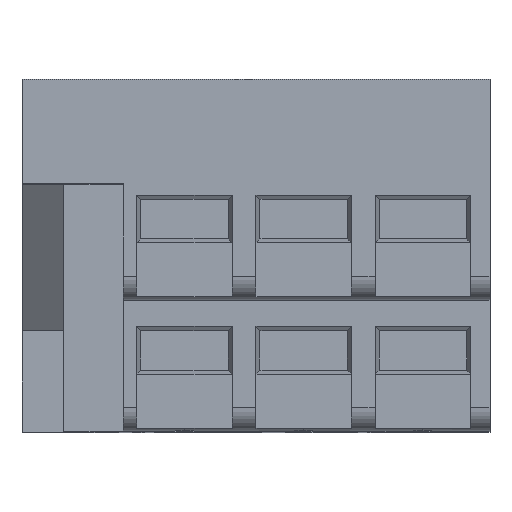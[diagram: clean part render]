
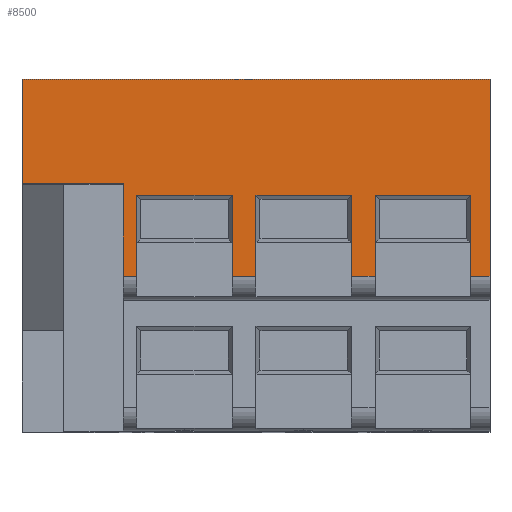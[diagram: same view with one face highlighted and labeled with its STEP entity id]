
A CAD part, top view. The second image highlights one B-rep face of the part: STEP entity #8500.
In plain terms, the highlighted planar face has unit normal (0, 0, 1).
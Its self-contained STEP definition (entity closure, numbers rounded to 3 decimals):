
#7336=CARTESIAN_POINT('POINT446',(-19.939,-8.89,39.878));
#7337=VERTEX_POINT('VERTEX446',#7336);
#7344=CARTESIAN_POINT('POINT447',(-19.939,0.,
   39.878));
#7345=VERTEX_POINT('VERTEX447',#7344);
#7346=CARTESIAN_POINT('POS857',(-19.939,0.,
   39.878));
#7347=DIRECTION('DIR1170',(0.,-1.,0.));
#7348=VECTOR('VEC544',#7347,25.4);
#7349=LINE('STRAIGHT544',#7346,#7348);
#7350=EDGE_CURVE('EDGE673',#7345,#7337,#7349,.T.);
#7386=CARTESIAN_POINT('POINT452',(18.288,-9.855,39.878))
   ;
#7387=VERTEX_POINT('VERTEX452',#7386);
#7394=CARTESIAN_POINT('POINT453',(10.16,-9.855,39.878));
#7395=VERTEX_POINT('VERTEX453',#7394);
#7396=CARTESIAN_POINT('POS862',(-2.858,-9.855,39.878));
#7397=DIRECTION('DIR1175',(1.,0.,
   0.));
#7398=VECTOR('VEC549',#7397,25.4);
#7399=LINE('STRAIGHT549',#7396,#7398);
#7400=EDGE_CURVE('EDGE680',#7395,#7387,#7399,.T.);
#7417=CARTESIAN_POINT('POINT454',(8.128,-9.855,39.878));
#7418=VERTEX_POINT('VERTEX454',#7417);
#7425=CARTESIAN_POINT('POINT455',(0.,-9.855,
   39.878));
#7426=VERTEX_POINT('VERTEX455',#7425);
#7427=CARTESIAN_POINT('POS866',(-7.938,-9.855,39.878));
#7428=DIRECTION('DIR1180',(1.,0.,
   0.));
#7429=VECTOR('VEC552',#7428,25.4);
#7430=LINE('STRAIGHT552',#7427,#7429);
#7431=EDGE_CURVE('EDGE683',#7426,#7418,#7430,.T.);
#7448=CARTESIAN_POINT('POINT456',(-2.032,-9.855,39.878))
   ;
#7449=VERTEX_POINT('VERTEX456',#7448);
#7456=CARTESIAN_POINT('POINT457',(-10.16,-9.855,39.878))
   ;
#7457=VERTEX_POINT('VERTEX457',#7456);
#7458=CARTESIAN_POINT('POS870',(-13.018,-9.855,39.878))
   ;
#7459=DIRECTION('DIR1185',(1.,0.,
   0.));
#7460=VECTOR('VEC555',#7459,25.4);
#7461=LINE('STRAIGHT555',#7458,#7460);
#7462=EDGE_CURVE('EDGE686',#7457,#7449,#7461,.T.);
#7502=CARTESIAN_POINT('POINT460',(-2.032,-16.764,
   39.878));
#7503=VERTEX_POINT('VERTEX460',#7502);
#7511=CARTESIAN_POINT('POS876',(-2.032,-15.545,39.878));
#7512=DIRECTION('DIR1194',(0.,-1.,
   0.));
#7513=VECTOR('VEC558',#7512,25.4);
#7514=LINE('STRAIGHT558',#7511,#7513);
#7515=EDGE_CURVE('EDGE692',#7449,#7503,#7514,.T.);
#7530=CARTESIAN_POINT('POINT462',(0.,
   -16.764,39.878));
#7531=VERTEX_POINT('VERTEX462',#7530);
#7543=CARTESIAN_POINT('POS879',(0.,-15.545,
   39.878));
#7544=DIRECTION('DIR1199',(0.,1.,
   0.));
#7545=VECTOR('VEC559',#7544,25.4);
#7546=LINE('STRAIGHT559',#7543,#7545);
#7547=EDGE_CURVE('EDGE695',#7531,#7426,#7546,.T.);
#7577=CARTESIAN_POINT('POINT464',(8.128,-16.764,
   39.878));
#7578=VERTEX_POINT('VERTEX464',#7577);
#7586=CARTESIAN_POINT('POS884',(8.128,-15.545,39.878));
#7587=DIRECTION('DIR1207',(0.,-1.,
   0.));
#7588=VECTOR('VEC561',#7587,25.4);
#7589=LINE('STRAIGHT561',#7586,#7588);
#7590=EDGE_CURVE('EDGE699',#7418,#7578,#7589,.T.);
#7605=CARTESIAN_POINT('POINT466',(10.16,-16.764,
   39.878));
#7606=VERTEX_POINT('VERTEX466',#7605);
#7618=CARTESIAN_POINT('POS887',(10.16,-15.545,39.878));
#7619=DIRECTION('DIR1212',(0.,1.,0.));
#7620=VECTOR('VEC562',#7619,25.4);
#7621=LINE('STRAIGHT562',#7618,#7620);
#7622=EDGE_CURVE('EDGE702',#7606,#7395,#7621,.T.);
#7652=CARTESIAN_POINT('POINT468',(18.288,-16.764,
   39.878));
#7653=VERTEX_POINT('VERTEX468',#7652);
#7661=CARTESIAN_POINT('POS892',(18.288,-15.545,39.878));
#7662=DIRECTION('DIR1220',(0.,-1.,0.));
#7663=VECTOR('VEC564',#7662,25.4);
#7664=LINE('STRAIGHT564',#7661,#7663);
#7665=EDGE_CURVE('EDGE706',#7387,#7653,#7664,.T.);
#7678=CARTESIAN_POINT('POINT469',(-10.16,-16.764,
   39.878));
#7679=VERTEX_POINT('VERTEX469',#7678);
#7690=CARTESIAN_POINT('POS895',(-10.16,-15.545,39.878));
#7691=DIRECTION('DIR1225',(0.,1.,
   0.));
#7692=VECTOR('VEC565',#7691,25.4);
#7693=LINE('STRAIGHT565',#7690,#7692);
#7694=EDGE_CURVE('EDGE708',#7679,#7457,#7693,.T.);
#7712=CARTESIAN_POINT('POINT471',(19.939,0.,
   39.878));
#7713=VERTEX_POINT('VERTEX471',#7712);
#7714=CARTESIAN_POINT('POS897',(-19.939,0.,
   39.878));
#7715=DIRECTION('DIR1228',(1.,0.,
   0.));
#7716=VECTOR('VEC566',#7715,25.4);
#7717=LINE('STRAIGHT566',#7714,#7716);
#7718=EDGE_CURVE('EDGE711',#7345,#7713,#7717,.T.);
#8416=CARTESIAN_POINT('POINT497',(-11.303,-8.89,39.878));
#8417=VERTEX_POINT('VERTEX497',#8416);
#8424=CARTESIAN_POINT('POS962',(-17.78,-8.89,39.878));
#8425=DIRECTION('DIR1319',(1.,0.,
   0.));
#8426=VECTOR('VEC605',#8425,25.4);
#8427=LINE('STRAIGHT605',#8424,#8426);
#8428=EDGE_CURVE('EDGE764',#7337,#8417,#8427,.T.);
#8441=ORIENTED_EDGE('COEDGE1481',*,*,#7694,.T.);
#8442=ORIENTED_EDGE('COEDGE1482',*,*,#7462,.T.);
#8443=ORIENTED_EDGE('COEDGE1483',*,*,#7515,.T.);
#8444=CARTESIAN_POINT('POS964',(-19.939,-16.764,39.878));
#8445=DIRECTION('DIR1322',(1.,0.,
   0.));
#8446=VECTOR('VEC606',#8445,25.4);
#8447=LINE('STRAIGHT606',#8444,#8446);
#8448=EDGE_CURVE('EDGE765',#7503,#7531,#8447,.T.);
#8449=ORIENTED_EDGE('COEDGE1484',*,*,#8448,.T.);
#8450=ORIENTED_EDGE('COEDGE1485',*,*,#7547,.T.);
#8451=ORIENTED_EDGE('COEDGE1486',*,*,#7431,.T.);
#8452=ORIENTED_EDGE('COEDGE1487',*,*,#7590,.T.);
#8453=CARTESIAN_POINT('POS965',(-19.939,-16.764,39.878));
#8454=DIRECTION('DIR1323',(1.,0.,
   0.));
#8455=VECTOR('VEC607',#8454,25.4);
#8456=LINE('STRAIGHT607',#8453,#8455);
#8457=EDGE_CURVE('EDGE766',#7578,#7606,#8456,.T.);
#8458=ORIENTED_EDGE('COEDGE1488',*,*,#8457,.T.);
#8459=ORIENTED_EDGE('COEDGE1489',*,*,#7622,.T.);
#8460=ORIENTED_EDGE('COEDGE1490',*,*,#7400,.T.);
#8461=ORIENTED_EDGE('COEDGE1491',*,*,#7665,.T.);
#8462=CARTESIAN_POINT('POINT498',(19.939,-16.764,39.878))
   ;
#8463=VERTEX_POINT('VERTEX498',#8462);
#8464=CARTESIAN_POINT('POS966',(-19.939,-16.764,39.878));
#8465=DIRECTION('DIR1324',(1.,0.,
   0.));
#8466=VECTOR('VEC608',#8465,25.4);
#8467=LINE('STRAIGHT608',#8464,#8466);
#8468=EDGE_CURVE('EDGE767',#7653,#8463,#8467,.T.);
#8469=ORIENTED_EDGE('COEDGE1492',*,*,#8468,.T.);
#8470=CARTESIAN_POINT('POS967',(19.939,0.,
   39.878));
#8471=DIRECTION('DIR1325',(0.,1.,0.));
#8472=VECTOR('VEC609',#8471,25.4);
#8473=LINE('STRAIGHT609',#8470,#8472);
#8474=EDGE_CURVE('EDGE768',#8463,#7713,#8473,.T.);
#8475=ORIENTED_EDGE('COEDGE1493',*,*,#8474,.T.);
#8476=ORIENTED_EDGE('COEDGE1494',*,*,#7718,.F.);
#8477=ORIENTED_EDGE('COEDGE1495',*,*,#7350,.T.);
#8478=ORIENTED_EDGE('COEDGE1496',*,*,#8428,.T.);
#8479=CARTESIAN_POINT('POINT499',(-11.303,-16.764,
   39.878));
#8480=VERTEX_POINT('VERTEX499',#8479);
#8481=CARTESIAN_POINT('POS968',(-11.303,-18.098,39.878))
   ;
#8482=DIRECTION('DIR1326',(0.,-1.,
   0.));
#8483=VECTOR('VEC610',#8482,25.4);
#8484=LINE('STRAIGHT610',#8481,#8483);
#8485=EDGE_CURVE('EDGE769',#8417,#8480,#8484,.T.);
#8486=ORIENTED_EDGE('COEDGE1497',*,*,#8485,.T.);
#8487=CARTESIAN_POINT('POS969',(-19.939,-16.764,39.878));
#8488=DIRECTION('DIR1327',(1.,0.,
   0.));
#8489=VECTOR('VEC611',#8488,25.4);
#8490=LINE('STRAIGHT611',#8487,#8489);
#8491=EDGE_CURVE('EDGE770',#8480,#7679,#8490,.T.);
#8492=ORIENTED_EDGE('COEDGE1498',*,*,#8491,.T.);
#8493=EDGE_LOOP('NONE',(#8441,#8442,#8443,#8449,#8450,#8451,#8452,#8458,
   #8459,#8460,#8461,#8469,#8475,#8476,#8477,#8478,#8486,#8492));
#8494=FACE_BOUND('LOOP1',#8493,.T.);
#8495=CARTESIAN_POINT('POS970',(-19.939,-16.764,39.878));
#8496=DIRECTION('DIR1328',(0.,0.,
   1.));
#8497=DIRECTION('DIR1329',(1.,0.,
   0.));
#8498=AXIS2_PLACEMENT_3D('AXIS359',#8495,#8496,#8497);
#8499=PLANE('PLANE248',#8498);
#8500=ADVANCED_FACE('FACE293',(#8494),#8499,.T.);
